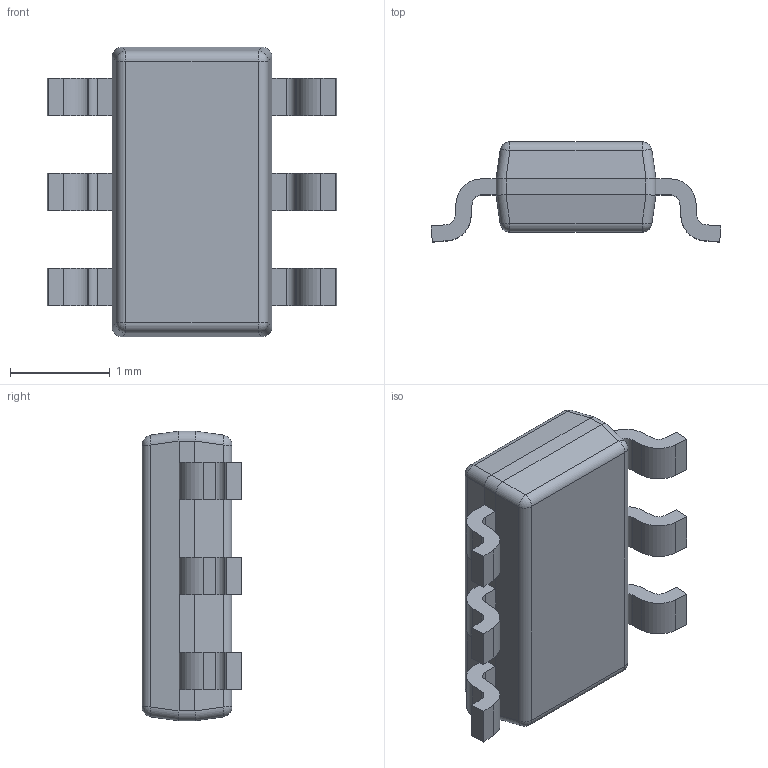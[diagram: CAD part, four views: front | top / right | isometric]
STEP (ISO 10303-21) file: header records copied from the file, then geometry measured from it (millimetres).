
FILE_DESCRIPTION(('FreeCAD Model'),'2;1');
FILE_NAME('Open CASCADE Shape Model','2025-11-14T10:28:51',(''),(''), 'Open CASCADE STEP processor 7.8','FreeCAD','Unknown');
FILE_SCHEMA(('AP242_MANAGED_MODEL_BASED_3D_ENGINEERING_MIM_LF. {1 0 10303 442 1 1 4 }'));
Length unit declared in the file: millimetre
Products named in the file (1): AP63203WU-7
Bounding box: 2.9 x 1 x 2.9 mm (x, y, z)
Volume: 4.3 mm3; surface area: 22.6 mm2
Topology: 8 solids, 8 shells, 133 faces, 324 edges, 208 vertices
Faces by surface type: plane 77, cylinder 48, sphere 8
Entity records: 9106 total; most frequent: CARTESIAN_POINT 2206, DIRECTION 1213, LINE 755, VECTOR 755, ORIENTED_EDGE 648, PCURVE 648, DEFINITIONAL_REPRESENTATION 648, EDGE_CURVE 324
